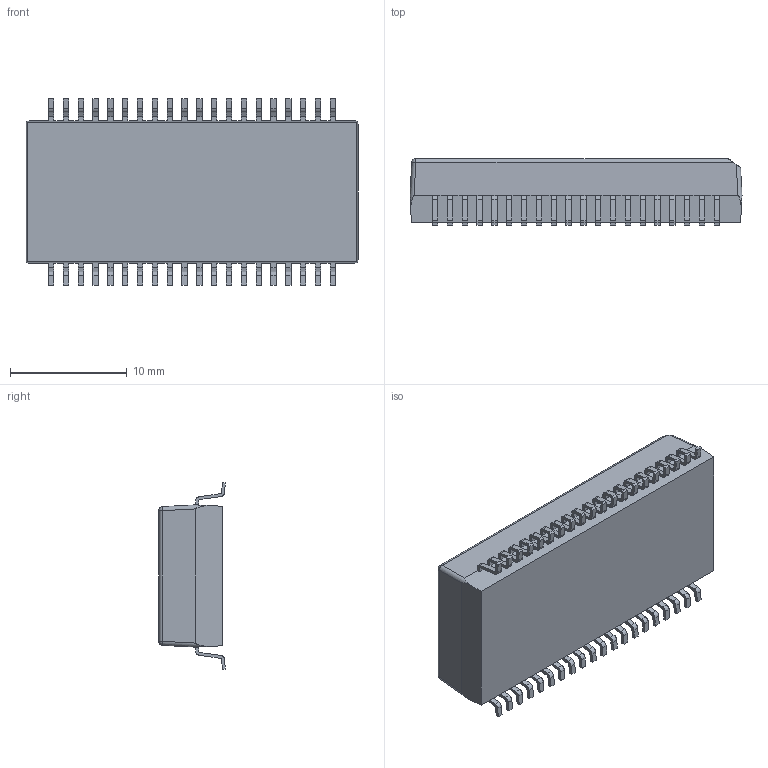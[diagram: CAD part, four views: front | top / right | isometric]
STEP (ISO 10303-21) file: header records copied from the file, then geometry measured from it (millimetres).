
FILE_DESCRIPTION (( 'STEP AP214' ), '1' );
FILE_NAME ('H1164NL_3D.STEP', '2017-09-17T08:33:55', ( '' ), ( '' ), 'SwSTEP 2.0', 'SolidWorks 2015', '' );
FILE_SCHEMA (( 'AUTOMOTIVE_DESIGN' ));
Length unit declared in the file: millimetre
Products named in the file (1): H1164NL_3D
Bounding box: 28.45 x 5.71 x 16 mm (x, y, z)
Volume: 1869.5 mm3; surface area: 1303.7 mm2
Topology: 1 solids, 1 shells, 543 faces, 1536 edges, 994 vertices
Faces by surface type: plane 372, cylinder 169, sphere 2
Entity records: 17444 total; most frequent: CARTESIAN_POINT 3108, ORIENTED_EDGE 3068, DIRECTION 2940, EDGE_CURVE 1534, VECTOR 1192, LINE 1192, VERTEX_POINT 994, AXIS2_PLACEMENT_3D 874
